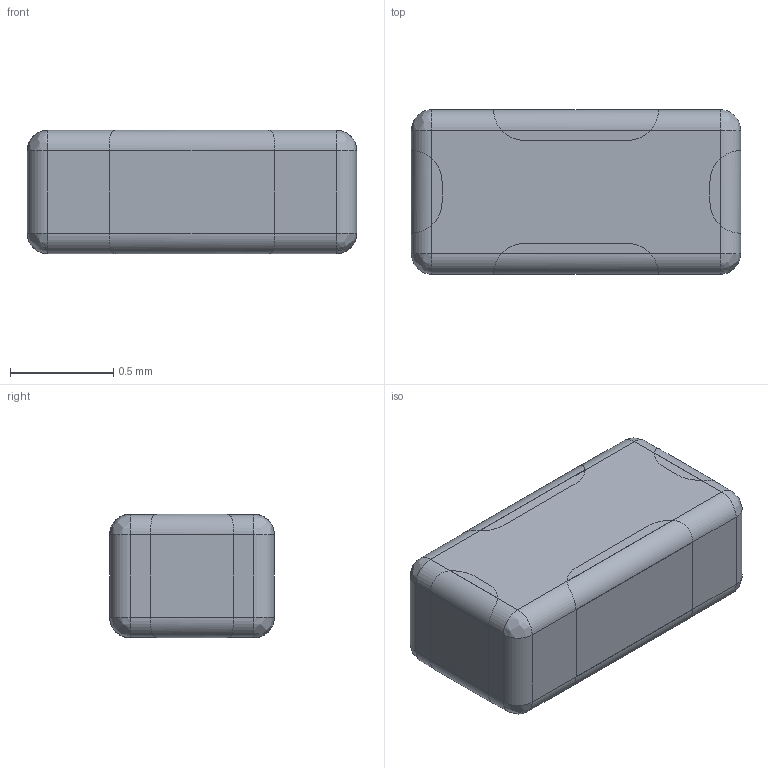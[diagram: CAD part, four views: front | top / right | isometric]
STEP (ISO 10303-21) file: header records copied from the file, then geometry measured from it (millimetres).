
FILE_DESCRIPTION (( 'STEP AP214' ), '1' );
FILE_NAME ('User Library-Murata_NFM18PS.STEP', '2015-06-24T13:41:55', ( 'Windows User' ), ( '' ), 'SwSTEP 2.0', 'SolidWorks 2015', '' );
FILE_SCHEMA (( 'AUTOMOTIVE_DESIGN' ));
Length unit declared in the file: centimetre
Products named in the file (3): User Library-Murata_NFM18PS; User Library-Murata_NFM18PS_Murata_NFM_terminals; User Library-Murata_NFM18PS_Murata_NFM_body
Assembly tree (2 placements, depth 2):
  User Library-Murata_NFM18PS
    User Library-Murata_NFM18PS_Murata_NFM_body
    User Library-Murata_NFM18PS_Murata_NFM_terminals
Bounding box: 1.6 x 0.8 x 0.6 mm (x, y, z)
Surface area: 10.1 mm2
Topology: 2 solids, 2 shells, 72 faces, 196 edges, 120 vertices
Faces by surface type: plane 36, cylinder 28, bspline 8
Entity records: 3454 total; most frequent: CARTESIAN_POINT 793, ORIENTED_EDGE 376, DIRECTION 374, EDGE_CURVE 188, AXIS2_PLACEMENT_3D 133, VERTEX_POINT 120, VECTOR 108, LINE 108
